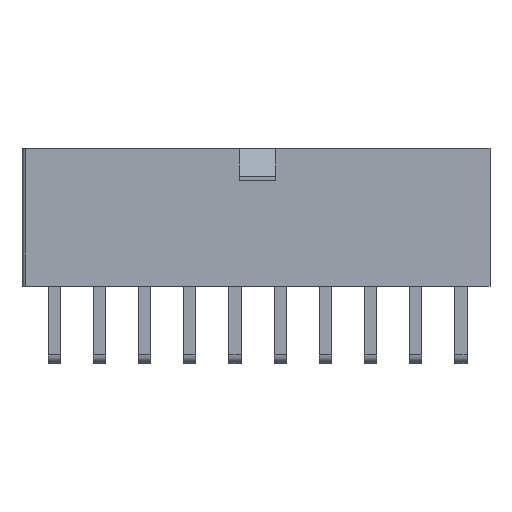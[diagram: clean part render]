
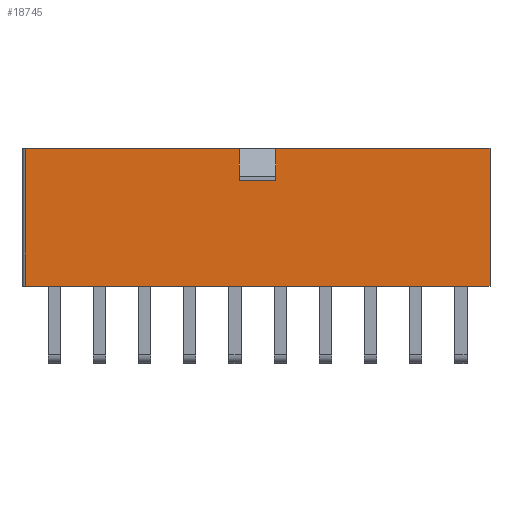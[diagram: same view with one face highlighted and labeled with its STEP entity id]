
A CAD part, top view. The second image highlights one B-rep face of the part: STEP entity #18745.
In plain terms, the highlighted planar face has unit normal (0, 0, 1).
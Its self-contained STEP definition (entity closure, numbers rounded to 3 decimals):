
#1389=ORIENTED_EDGE('',*,*,#4837,.F.);
#1390=ORIENTED_EDGE('',*,*,#4838,.F.);
#1391=ORIENTED_EDGE('',*,*,#4841,.F.);
#1392=ORIENTED_EDGE('',*,*,#4891,.F.);
#1393=ORIENTED_EDGE('',*,*,#4890,.T.);
#1394=ORIENTED_EDGE('',*,*,#4892,.T.);
#1395=ORIENTED_EDGE('',*,*,#4885,.F.);
#1396=ORIENTED_EDGE('',*,*,#4893,.F.);
#4837=EDGE_CURVE('',#6486,#6485,#7892,.T.);
#4838=EDGE_CURVE('',#6487,#6486,#7893,.T.);
#4841=EDGE_CURVE('',#6488,#6487,#7896,.T.);
#4885=EDGE_CURVE('',#6520,#6521,#7940,.T.);
#4890=EDGE_CURVE('',#6522,#6523,#7945,.T.);
#4891=EDGE_CURVE('',#6522,#6488,#7946,.T.);
#4892=EDGE_CURVE('',#6523,#6521,#7947,.T.);
#4893=EDGE_CURVE('',#6485,#6520,#7948,.T.);
#6485=VERTEX_POINT('',#25327);
#6486=VERTEX_POINT('',#25329);
#6487=VERTEX_POINT('',#25333);
#6488=VERTEX_POINT('',#25337);
#6520=VERTEX_POINT('',#25426);
#6521=VERTEX_POINT('',#25428);
#6522=VERTEX_POINT('',#25433);
#6523=VERTEX_POINT('',#25435);
#7892=LINE('',#25330,#9705);
#7893=LINE('',#25332,#9706);
#7896=LINE('',#25338,#9709);
#7940=LINE('',#25427,#9753);
#7945=LINE('',#25436,#9758);
#7946=LINE('',#25438,#9759);
#7947=LINE('',#25439,#9760);
#7948=LINE('',#25440,#9761);
#9705=VECTOR('',#21387,1000.);
#9706=VECTOR('',#21390,1000.);
#9709=VECTOR('',#21395,1000.);
#9753=VECTOR('',#21465,1000.);
#9758=VECTOR('',#21472,1000.);
#9759=VECTOR('',#21475,1000.);
#9760=VECTOR('',#21476,1000.);
#9761=VECTOR('',#21477,1000.);
#10968=EDGE_LOOP('',(#1389,#1390,#1391,#1392,#1393,#1394,#1395,#1396));
#11843=FACE_BOUND('',#10968,.T.);
#12685=PLANE('',#19517);
#18745=ADVANCED_FACE('',(#11843),#12685,.T.);
#19517=AXIS2_PLACEMENT_3D('',#25437,#21473,#21474);
#21387=DIRECTION('',(0.,-1.,0.));
#21390=DIRECTION('',(-1.,0.,0.));
#21395=DIRECTION('',(0.,1.,0.));
#21465=DIRECTION('',(0.,1.,0.));
#21472=DIRECTION('',(0.,1.,0.));
#21473=DIRECTION('',(0.,0.,1.));
#21474=DIRECTION('',(1.,0.,0.));
#21475=DIRECTION('',(-1.,0.,0.));
#21476=DIRECTION('',(-1.,0.,0.));
#21477=DIRECTION('',(-1.,0.,0.));
#25327=CARTESIAN_POINT('',(-1.7,-6.4,4.8));
#25329=CARTESIAN_POINT('',(-1.7,-3.4,4.8));
#25330=CARTESIAN_POINT('',(-1.7,-3.4,4.8));
#25332=CARTESIAN_POINT('',(1.7,-3.4,4.8));
#25333=CARTESIAN_POINT('',(1.7,-3.4,4.8));
#25337=CARTESIAN_POINT('',(1.7,-6.4,4.8));
#25338=CARTESIAN_POINT('',(1.7,-6.4,4.8));
#25426=CARTESIAN_POINT('',(-21.6,-6.4,4.8));
#25427=CARTESIAN_POINT('',(-21.6,-6.4,4.8));
#25428=CARTESIAN_POINT('',(-21.6,6.4,4.8));
#25433=CARTESIAN_POINT('',(21.6,-6.4,4.8));
#25435=CARTESIAN_POINT('',(21.6,6.4,4.8));
#25436=CARTESIAN_POINT('',(21.6,-6.4,4.8));
#25437=CARTESIAN_POINT('',(21.6,-6.4,4.8));
#25438=CARTESIAN_POINT('',(21.6,-6.4,4.8));
#25439=CARTESIAN_POINT('',(21.6,6.4,4.8));
#25440=CARTESIAN_POINT('',(21.6,-6.4,4.8));
